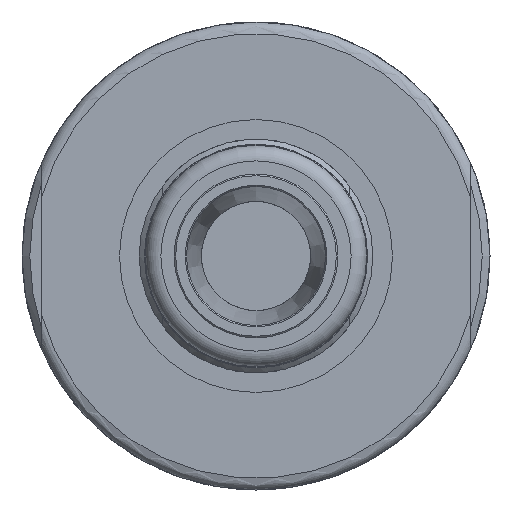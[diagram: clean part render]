
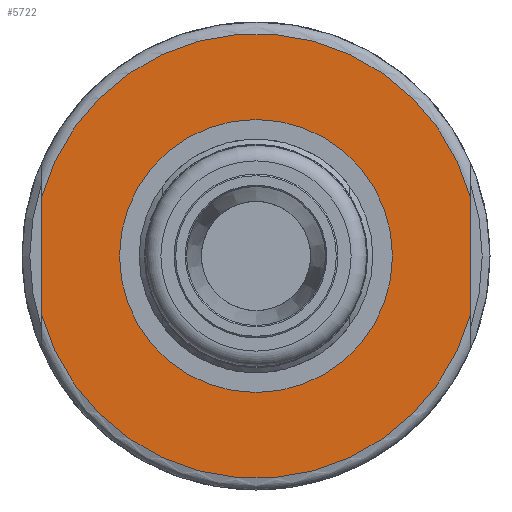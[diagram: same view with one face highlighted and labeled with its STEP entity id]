
A CAD part, left-side view. The second image highlights one B-rep face of the part: STEP entity #5722.
In plain terms, the highlighted planar face has unit normal (-1, 0, 0).
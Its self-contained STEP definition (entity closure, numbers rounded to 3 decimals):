
#326=LINE('',#10122,#682);
#330=LINE('',#10171,#686);
#682=VECTOR('',#7299,14.967);
#686=VECTOR('',#7309,14.967);
#1092=PLANE('',#6256);
#1284=FACE_BOUND('',#2011,.T.);
#1285=FACE_BOUND('',#2012,.T.);
#2011=EDGE_LOOP('',(#4446));
#2012=EDGE_LOOP('',(#4447,#4448,#4449,#4450));
#2439=CIRCLE('',#6257,17.5);
#2440=CIRCLE('',#6258,28.5);
#2441=CIRCLE('',#6259,28.5);
#2779=VERTEX_POINT('',#10106);
#2780=VERTEX_POINT('',#10121);
#2787=VERTEX_POINT('',#10155);
#2788=VERTEX_POINT('',#10170);
#2790=VERTEX_POINT('',#10201);
#3383=EDGE_CURVE('',#2780,#2779,#326,.T.);
#3392=EDGE_CURVE('',#2788,#2787,#330,.T.);
#3402=EDGE_CURVE('',#2790,#2790,#2439,.T.);
#3403=EDGE_CURVE('',#2788,#2779,#2440,.T.);
#3404=EDGE_CURVE('',#2780,#2787,#2441,.T.);
#4446=ORIENTED_EDGE('',*,*,#3402,.T.);
#4447=ORIENTED_EDGE('',*,*,#3383,.T.);
#4448=ORIENTED_EDGE('',*,*,#3403,.F.);
#4449=ORIENTED_EDGE('',*,*,#3392,.T.);
#4450=ORIENTED_EDGE('',*,*,#3404,.F.);
#5722=ADVANCED_FACE('',(#1284,#1285),#1092,.T.);
#6256=AXIS2_PLACEMENT_3D('',#10200,#7335,#7336);
#6257=AXIS2_PLACEMENT_3D('',#10202,#7337,#7338);
#6258=AXIS2_PLACEMENT_3D('',#10203,#7339,#7340);
#6259=AXIS2_PLACEMENT_3D('',#10204,#7341,#7342);
#7299=DIRECTION('',(0.,0.,1.));
#7309=DIRECTION('',(0.,0.,-1.));
#7335=DIRECTION('center_axis',(-1.,0.,0.));
#7336=DIRECTION('ref_axis',(0.,-1.,0.));
#7337=DIRECTION('center_axis',(1.,0.,0.));
#7338=DIRECTION('ref_axis',(0.,0.,
1.));
#7339=DIRECTION('center_axis',(1.,0.,0.));
#7340=DIRECTION('ref_axis',(0.,0.,
1.));
#7341=DIRECTION('center_axis',(1.,0.,0.));
#7342=DIRECTION('ref_axis',(0.,0.,
1.));
#10106=CARTESIAN_POINT('',(-96.3,-27.5,7.483));
#10121=CARTESIAN_POINT('',(-96.3,-27.5,-7.483));
#10122=CARTESIAN_POINT('',(-96.3,-27.5,24.063));
#10155=CARTESIAN_POINT('',(-96.3,27.5,-7.483));
#10170=CARTESIAN_POINT('',(-96.3,27.5,7.483));
#10171=CARTESIAN_POINT('',(-96.3,27.5,-1.553));
#10200=CARTESIAN_POINT('Origin',(-96.3,0.,23.));
#10201=CARTESIAN_POINT('',(-96.3,0.,17.5));
#10202=CARTESIAN_POINT('Origin',(-96.3,0.,0.));
#10203=CARTESIAN_POINT('Origin',(-96.3,0.,0.));
#10204=CARTESIAN_POINT('Origin',(-96.3,0.,0.));
